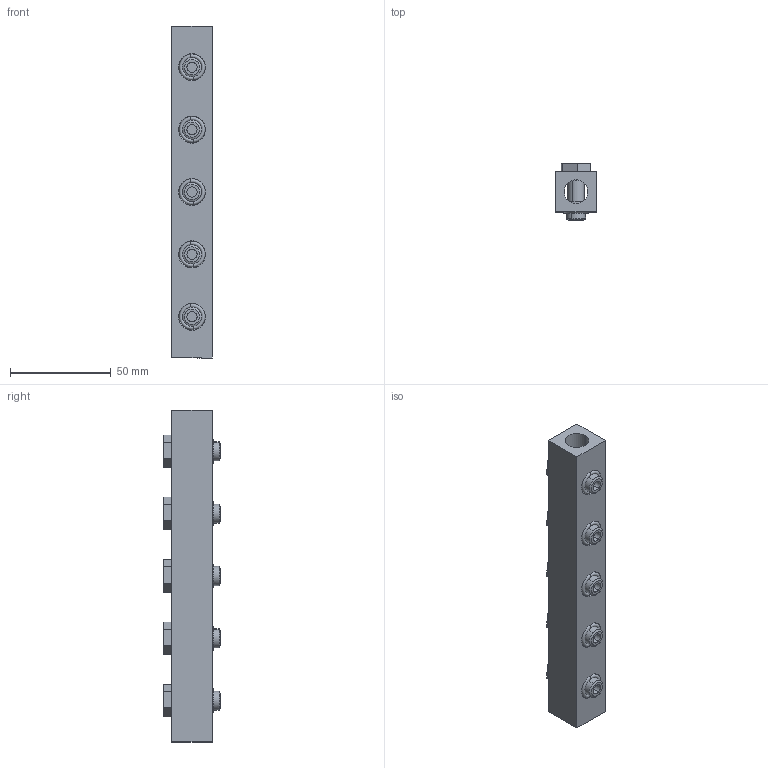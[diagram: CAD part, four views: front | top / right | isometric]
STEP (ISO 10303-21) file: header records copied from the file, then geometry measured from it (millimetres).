
FILE_DESCRIPTION (( 'STEP AP214' ), '1' );
FILE_NAME ('00_139_3.STEP', '2016-01-15T08:38:55', ( '' ), ( '' ), 'SwSTEP 2.0', 'SolidWorks 2016', '' );
FILE_SCHEMA (( 'AUTOMOTIVE_DESIGN' ));
Length unit declared in the file: millimetre
Products named in the file (1): 00_139_3
Bounding box: 20 x 28 x 165 mm (x, y, z)
Volume: 55931 mm3; surface area: 30726.2 mm2
Topology: 11 solids, 11 shells, 218 faces, 498 edges, 322 vertices
Faces by surface type: plane 106, cylinder 62, torus 30, cone 20
Entity records: 6694 total; most frequent: DIRECTION 1190, CARTESIAN_POINT 1039, ORIENTED_EDGE 996, EDGE_CURVE 498, AXIS2_PLACEMENT_3D 473, VERTEX_POINT 322, CIRCLE 254, EDGE_LOOP 250
